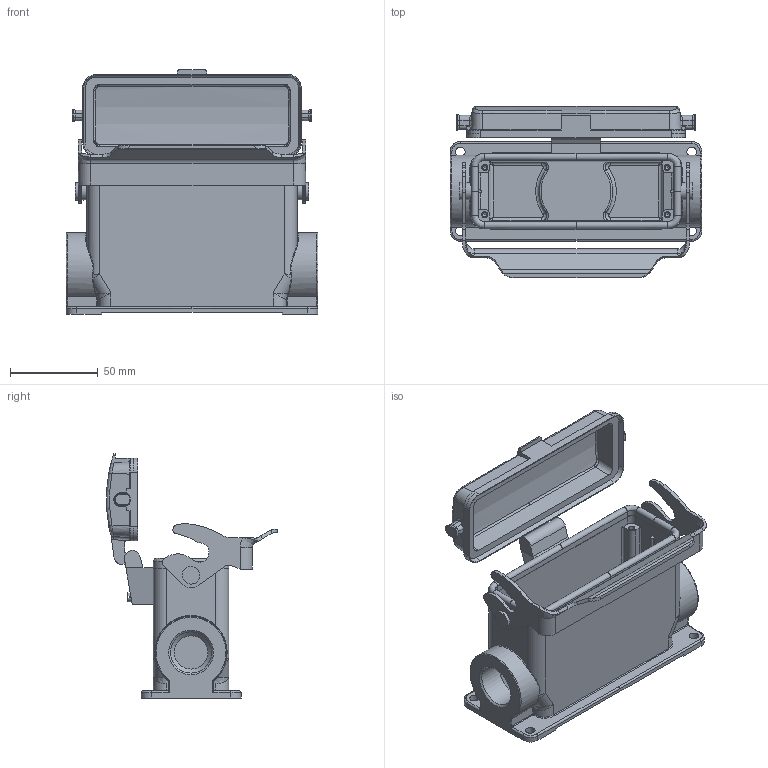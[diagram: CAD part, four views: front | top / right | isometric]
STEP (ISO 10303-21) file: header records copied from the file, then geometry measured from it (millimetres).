
FILE_DESCRIPTION(/* description */ (''),/* implementation_level */ '2;1');
FILE_NAME(/* name */ 'c146 10n024 806 2_c3d.stp',/* time_stamp */ '2018-08-22T08:16:36+02:00',/* author */ (''),/* organization */ (''),/* preprocessor_version */ 'ST-DEVELOPER v16',/* originating_system */ 'SIEMENS PLM Software NX 11.0',/* authorisation */ '');
FILE_SCHEMA (('AUTOMOTIVE_DESIGN { 1 0 10303 214 3 1 1 1 }'));
Length unit declared in the file: millimetre
Products named in the file (1): c146 10n024 806 2nxm001-03
Bounding box: 143.5 x 97.49 x 139.15 mm (x, y, z)
Volume: 196338.4 mm3; surface area: 101494.1 mm2
Topology: 3 solids, 3 shells, 589 faces, 1523 edges, 933 vertices
Faces by surface type: plane 221, cylinder 177, bspline 168, cone 15, sphere 4, revolution 4
Full cylindrical faces by diameter (mm): 2.5 x4, 2.51 x4, 3.5 x4, 5.5 x4, 10 x4, 19 x1, 23.5 x1, 26 x1, 30.5 x1
Entity records: 25884 total; most frequent: CARTESIAN_POINT 9270, ORIENTED_EDGE 2896, DIRECTION 2264, EDGE_CURVE 1448, VERTEX_POINT 919, AXIS2_PLACEMENT_3D 807, EDGE_LOOP 651, LINE 646
